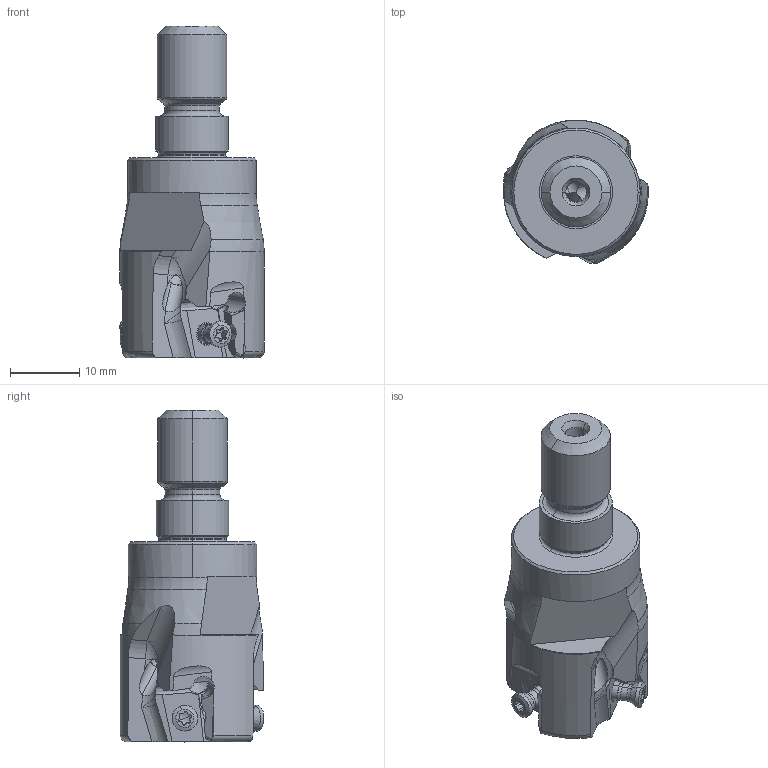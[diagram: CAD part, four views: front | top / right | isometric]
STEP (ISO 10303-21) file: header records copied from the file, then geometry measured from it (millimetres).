
FILE_DESCRIPTION(/* description */ (''),/* implementation_level */ '2;1');
FILE_NAME(/* name */ 'VPX200UR1403AM1030.stp',/* time_stamp */ '2021-09-08T11:38:47+09:00',/* author */ (''),/* organization */ (''),/* preprocessor_version */ 'ST-DEVELOPER v16',/* originating_system */ 'SIEMENS PLM Software NX 10.0',/* authorisation */ '');
FILE_SCHEMA (('AUTOMOTIVE_DESIGN { 1 0 10303 214 3 1 1 1 }'));
Length unit declared in the file: millimetre
Products named in the file (1): VPX200UR1403AM1030_ASM
Bounding box: 20.82 x 20.68 x 47.8 mm (x, y, z)
Volume: 8344.1 mm3; surface area: 4183.3 mm2
Topology: 4 solids, 4 shells, 355 faces, 1071 edges, 719 vertices
Faces by surface type: cylinder 149, plane 95, cone 53, torus 34, extrusion 12, bspline 6, sphere 6
Entity records: 16090 total; most frequent: CARTESIAN_POINT 6526, ORIENTED_EDGE 2110, DIRECTION 1892, EDGE_CURVE 1055, AXIS2_PLACEMENT_3D 776, VERTEX_POINT 713, EDGE_LOOP 372, ADVANCED_FACE 355
